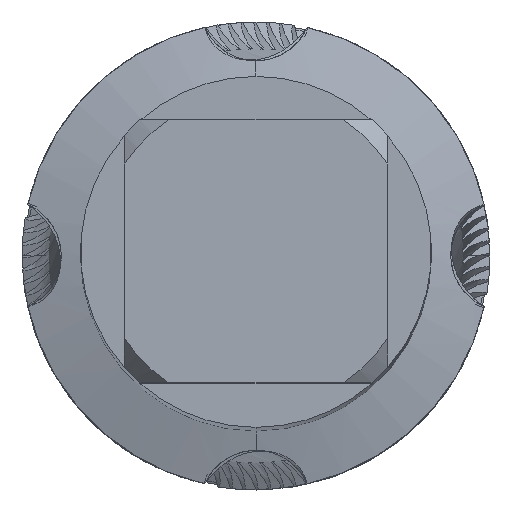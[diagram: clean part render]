
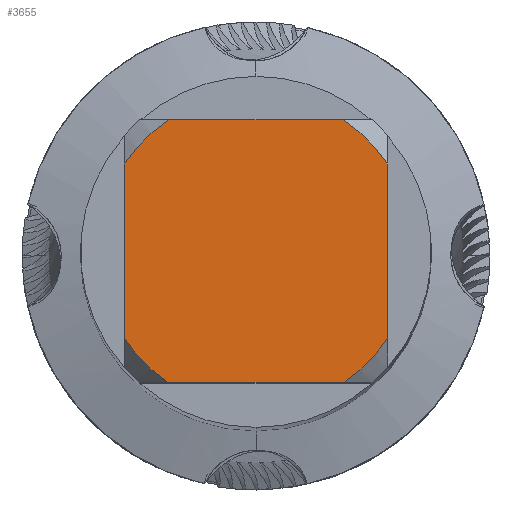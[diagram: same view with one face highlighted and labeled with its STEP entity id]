
A CAD part, top view. The second image highlights one B-rep face of the part: STEP entity #3655.
In plain terms, the highlighted planar face has unit normal (0, 0, 1).
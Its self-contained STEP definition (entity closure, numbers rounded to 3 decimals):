
#1851=VERTEX_POINT('',#5252);
#2149=EDGE_CURVE('',#3135,#3701,#5575,.T.);
#2257=EDGE_CURVE('',#2475,#1851,#5690,.T.);
#2399=EDGE_CURVE('',#2773,#3701,#5849,.T.);
#2415=EDGE_CURVE('',#2475,#4509,#5866,.T.);
#2475=VERTEX_POINT('',#5931);
#2773=VERTEX_POINT('',#6252);
#3135=VERTEX_POINT('',#6643);
#3201=EDGE_CURVE('',#3135,#3521,#6715,.T.);
#3377=VERTEX_POINT('',#6911);
#3417=EDGE_CURVE('',#3377,#4509,#6952,.T.);
#3521=VERTEX_POINT('',#7066);
#3655=ADVANCED_FACE('',(#7213),#7214,.T.);
#3701=VERTEX_POINT('',#7263);
#4197=EDGE_CURVE('',#3377,#3521,#7803,.T.);
#4509=VERTEX_POINT('',#8147);
#4845=EDGE_CURVE('',#2773,#1851,#8519,.T.);
#5252=CARTESIAN_POINT('',(-2.985,4.5,0.0));
#5575=LINE('',#10256,#10257);
#5690=CIRCLE('',#10563,5.4);
#5849=CIRCLE('',#11021,5.4);
#5866=LINE('',#11059,#11060);
#5931=CARTESIAN_POINT('',(-4.5,2.985,0.0));
#6252=CARTESIAN_POINT('',(2.985,4.5,0.0));
#6643=CARTESIAN_POINT('',(4.5,-2.985,0.0));
#6715=CIRCLE('',#13567,5.4);
#6911=CARTESIAN_POINT('',(-2.985,-4.5,0.0));
#6952=CIRCLE('',#14129,5.4);
#7066=CARTESIAN_POINT('',(2.985,-4.5,0.0));
#7213=FACE_OUTER_BOUND('',#14762,.T.);
#7214=PLANE('',#14763);
#7263=CARTESIAN_POINT('',(4.5,2.985,0.0));
#7803=LINE('',#16445,#16446);
#8147=CARTESIAN_POINT('',(-4.5,-2.985,0.0));
#8519=LINE('',#17934,#17935);
#10256=CARTESIAN_POINT('',(4.5,1.35,0.0));
#10257=VECTOR('',#19201,1.0);
#10563=AXIS2_PLACEMENT_3D('',#19318,#19319,#19320);
#11021=AXIS2_PLACEMENT_3D('',#19479,#19480,#19481);
#11059=CARTESIAN_POINT('',(-4.5,1.35,0.0));
#11060=VECTOR('',#19492,1.0);
#13567=AXIS2_PLACEMENT_3D('',#20457,#20458,#20459);
#14129=AXIS2_PLACEMENT_3D('',#20678,#20679,#20680);
#14762=EDGE_LOOP('',(#20950,#20951,#20952,#20953,#20954,#20955,#20956,#20957));
#14763=AXIS2_PLACEMENT_3D('',#20958,#20959,#20960);
#16445=CARTESIAN_POINT('',(0.0,-4.5,0.0));
#16446=VECTOR('',#21630,1.0);
#17934=CARTESIAN_POINT('',(0.0,4.5,0.0));
#17935=VECTOR('',#22434,1.0);
#19201=DIRECTION('',(-0.0,1.0,0.0));
#19318=CARTESIAN_POINT('',(0.0,0.0,0.0));
#19319=DIRECTION('',(0.0,0.0,-1.0));
#19320=DIRECTION('',(0.0,1.0,0.0));
#19479=CARTESIAN_POINT('',(0.0,0.0,0.0));
#19480=DIRECTION('',(0.0,0.0,-1.0));
#19481=DIRECTION('',(0.0,1.0,0.0));
#19492=DIRECTION('',(-0.0,-1.0,0.0));
#20457=CARTESIAN_POINT('',(0.0,0.0,0.0));
#20458=DIRECTION('',(0.0,0.0,-1.0));
#20459=DIRECTION('',(0.0,1.0,0.0));
#20678=CARTESIAN_POINT('',(0.0,0.0,0.0));
#20679=DIRECTION('',(0.0,0.0,-1.0));
#20680=DIRECTION('',(0.0,1.0,0.0));
#20950=ORIENTED_EDGE('',*,*,#2415,.T.);
#20951=ORIENTED_EDGE('',*,*,#3417,.F.);
#20952=ORIENTED_EDGE('',*,*,#4197,.T.);
#20953=ORIENTED_EDGE('',*,*,#3201,.F.);
#20954=ORIENTED_EDGE('',*,*,#2149,.T.);
#20955=ORIENTED_EDGE('',*,*,#2399,.F.);
#20956=ORIENTED_EDGE('',*,*,#4845,.T.);
#20957=ORIENTED_EDGE('',*,*,#2257,.F.);
#20958=CARTESIAN_POINT('',(0.0,2.7,0.0));
#20959=DIRECTION('',(-0.0,0.0,1.0));
#20960=DIRECTION('',(0.0,-1.0,0.0));
#21630=DIRECTION('',(1.0,0.0,0.0));
#22434=DIRECTION('',(-1.0,0.0,0.0));
